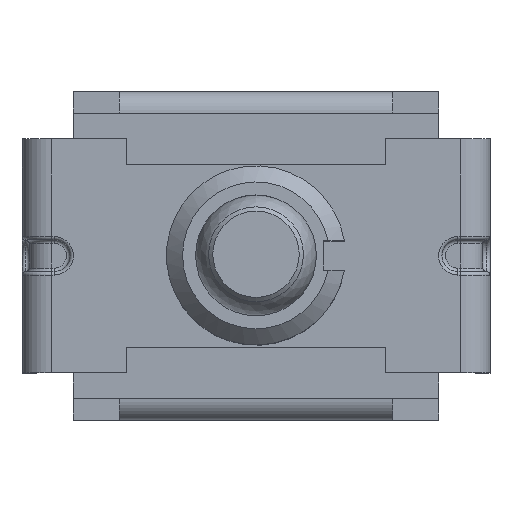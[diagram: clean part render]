
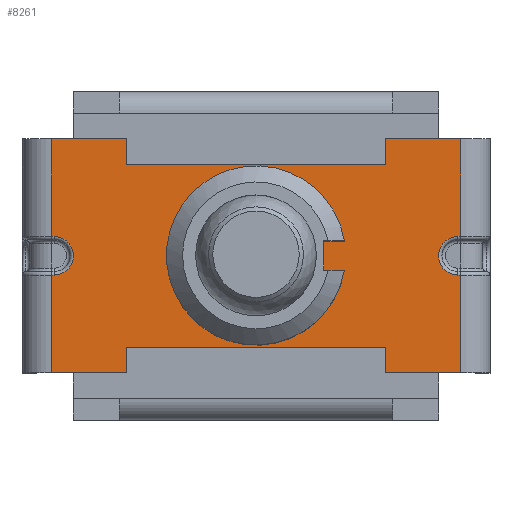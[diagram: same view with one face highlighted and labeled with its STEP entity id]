
A CAD part, top view. The second image highlights one B-rep face of the part: STEP entity #8261.
In plain terms, the highlighted planar face has unit normal (0, 0, 1).
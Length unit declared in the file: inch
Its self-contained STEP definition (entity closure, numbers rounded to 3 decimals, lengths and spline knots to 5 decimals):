
#220=FACE_BOUND('',#2928,.T.);
#252=LINE('',#12194,#1188);
#253=LINE('',#12196,#1189);
#254=LINE('',#12198,#1190);
#255=LINE('',#12200,#1191);
#256=LINE('',#12202,#1192);
#257=LINE('',#12204,#1193);
#258=LINE('',#12208,#1194);
#259=LINE('',#12210,#1195);
#260=LINE('',#12212,#1196);
#261=LINE('',#12214,#1197);
#262=LINE('',#12216,#1198);
#263=LINE('',#12218,#1199);
#264=LINE('',#12220,#1200);
#265=LINE('',#12222,#1201);
#266=LINE('',#12224,#1202);
#267=LINE('',#12228,#1203);
#268=LINE('',#12230,#1204);
#269=LINE('',#12231,#1205);
#270=LINE('',#12234,#1206);
#271=LINE('',#12236,#1207);
#272=LINE('',#12238,#1208);
#1188=VECTOR('',#9618,0.3937);
#1189=VECTOR('',#9619,0.3937);
#1190=VECTOR('',#9620,0.3937);
#1191=VECTOR('',#9621,0.3937);
#1192=VECTOR('',#9622,0.3937);
#1193=VECTOR('',#9623,0.3937);
#1194=VECTOR('',#9626,0.3937);
#1195=VECTOR('',#9627,0.3937);
#1196=VECTOR('',#9628,0.3937);
#1197=VECTOR('',#9629,0.3937);
#1198=VECTOR('',#9630,0.3937);
#1199=VECTOR('',#9631,0.3937);
#1200=VECTOR('',#9632,0.3937);
#1201=VECTOR('',#9633,0.3937);
#1202=VECTOR('',#9634,0.3937);
#1203=VECTOR('',#9637,0.3937);
#1204=VECTOR('',#9638,0.3937);
#1205=VECTOR('',#9639,0.3937);
#1206=VECTOR('',#9640,0.3937);
#1207=VECTOR('',#9641,0.3937);
#1208=VECTOR('',#9642,0.3937);
#2112=PLANE('',#8788);
#2430=FACE_OUTER_BOUND('',#2927,.T.);
#2927=EDGE_LOOP('',(#5753,#5754,#5755,#5756,#5757,#5758,#5759,#5760,#5761,
#5762,#5763,#5764,#5765,#5766,#5767,#5768,#5769,#5770,#5771,#5772));
#2928=EDGE_LOOP('',(#5773,#5774,#5775,#5776));
#3442=CIRCLE('',#8789,0.02638);
#3443=CIRCLE('',#8790,0.02638);
#3444=CIRCLE('',#8791,0.12244);
#3722=VERTEX_POINT('',#12192);
#3723=VERTEX_POINT('',#12193);
#3724=VERTEX_POINT('',#12195);
#3725=VERTEX_POINT('',#12197);
#3726=VERTEX_POINT('',#12199);
#3727=VERTEX_POINT('',#12201);
#3728=VERTEX_POINT('',#12203);
#3729=VERTEX_POINT('',#12205);
#3730=VERTEX_POINT('',#12207);
#3731=VERTEX_POINT('',#12209);
#3732=VERTEX_POINT('',#12211);
#3733=VERTEX_POINT('',#12213);
#3734=VERTEX_POINT('',#12215);
#3735=VERTEX_POINT('',#12217);
#3736=VERTEX_POINT('',#12219);
#3737=VERTEX_POINT('',#12221);
#3738=VERTEX_POINT('',#12223);
#3739=VERTEX_POINT('',#12225);
#3740=VERTEX_POINT('',#12227);
#3741=VERTEX_POINT('',#12229);
#3742=VERTEX_POINT('',#12232);
#3743=VERTEX_POINT('',#12233);
#3744=VERTEX_POINT('',#12235);
#3745=VERTEX_POINT('',#12237);
#4500=EDGE_CURVE('',#3722,#3723,#252,.T.);
#4501=EDGE_CURVE('',#3723,#3724,#253,.T.);
#4502=EDGE_CURVE('',#3724,#3725,#254,.T.);
#4503=EDGE_CURVE('',#3726,#3725,#255,.T.);
#4504=EDGE_CURVE('',#3726,#3727,#256,.T.);
#4505=EDGE_CURVE('',#3728,#3727,#257,.T.);
#4506=EDGE_CURVE('',#3729,#3728,#3442,.T.);
#4507=EDGE_CURVE('',#3730,#3729,#258,.T.);
#4508=EDGE_CURVE('',#3730,#3731,#259,.T.);
#4509=EDGE_CURVE('',#3732,#3731,#260,.T.);
#4510=EDGE_CURVE('',#3732,#3733,#261,.T.);
#4511=EDGE_CURVE('',#3733,#3734,#262,.T.);
#4512=EDGE_CURVE('',#3734,#3735,#263,.T.);
#4513=EDGE_CURVE('',#3736,#3735,#264,.T.);
#4514=EDGE_CURVE('',#3736,#3737,#265,.T.);
#4515=EDGE_CURVE('',#3738,#3737,#266,.T.);
#4516=EDGE_CURVE('',#3739,#3738,#3443,.T.);
#4517=EDGE_CURVE('',#3740,#3739,#267,.T.);
#4518=EDGE_CURVE('',#3740,#3741,#268,.T.);
#4519=EDGE_CURVE('',#3722,#3741,#269,.T.);
#4520=EDGE_CURVE('',#3742,#3743,#270,.T.);
#4521=EDGE_CURVE('',#3744,#3742,#271,.T.);
#4522=EDGE_CURVE('',#3745,#3744,#272,.T.);
#4523=EDGE_CURVE('',#3743,#3745,#3444,.T.);
#5753=ORIENTED_EDGE('',*,*,#4500,.T.);
#5754=ORIENTED_EDGE('',*,*,#4501,.T.);
#5755=ORIENTED_EDGE('',*,*,#4502,.T.);
#5756=ORIENTED_EDGE('',*,*,#4503,.F.);
#5757=ORIENTED_EDGE('',*,*,#4504,.T.);
#5758=ORIENTED_EDGE('',*,*,#4505,.F.);
#5759=ORIENTED_EDGE('',*,*,#4506,.F.);
#5760=ORIENTED_EDGE('',*,*,#4507,.F.);
#5761=ORIENTED_EDGE('',*,*,#4508,.T.);
#5762=ORIENTED_EDGE('',*,*,#4509,.F.);
#5763=ORIENTED_EDGE('',*,*,#4510,.T.);
#5764=ORIENTED_EDGE('',*,*,#4511,.T.);
#5765=ORIENTED_EDGE('',*,*,#4512,.T.);
#5766=ORIENTED_EDGE('',*,*,#4513,.F.);
#5767=ORIENTED_EDGE('',*,*,#4514,.T.);
#5768=ORIENTED_EDGE('',*,*,#4515,.F.);
#5769=ORIENTED_EDGE('',*,*,#4516,.F.);
#5770=ORIENTED_EDGE('',*,*,#4517,.F.);
#5771=ORIENTED_EDGE('',*,*,#4518,.T.);
#5772=ORIENTED_EDGE('',*,*,#4519,.F.);
#5773=ORIENTED_EDGE('',*,*,#4520,.F.);
#5774=ORIENTED_EDGE('',*,*,#4521,.F.);
#5775=ORIENTED_EDGE('',*,*,#4522,.F.);
#5776=ORIENTED_EDGE('',*,*,#4523,.F.);
#8261=ADVANCED_FACE('',(#2430,#220),#2112,.T.);
#8788=AXIS2_PLACEMENT_3D('',#12191,#9616,#9617);
#8789=AXIS2_PLACEMENT_3D('',#12206,#9624,#9625);
#8790=AXIS2_PLACEMENT_3D('',#12226,#9635,#9636);
#8791=AXIS2_PLACEMENT_3D('',#12239,#9643,#9644);
#9616=DIRECTION('center_axis',(0.,0.,
1.));
#9617=DIRECTION('ref_axis',(1.,0.,0.));
#9618=DIRECTION('',(0.,-1.,0.));
#9619=DIRECTION('',(-1.,0.,0.));
#9620=DIRECTION('',(0.,1.,0.));
#9621=DIRECTION('',(1.,0.,0.));
#9622=DIRECTION('',(0.,-1.,0.));
#9623=DIRECTION('',(-1.,0.,0.));
#9624=DIRECTION('center_axis',(0.,0.,
1.));
#9625=DIRECTION('ref_axis',(1.,0.,0.));
#9626=DIRECTION('',(1.,0.,0.));
#9627=DIRECTION('',(0.,-1.,0.));
#9628=DIRECTION('',(-1.,0.,0.));
#9629=DIRECTION('',(0.,1.,0.));
#9630=DIRECTION('',(1.,0.,0.));
#9631=DIRECTION('',(0.,-1.,0.));
#9632=DIRECTION('',(-1.,0.,0.));
#9633=DIRECTION('',(0.,1.,0.));
#9634=DIRECTION('',(1.,0.,0.));
#9635=DIRECTION('center_axis',(0.,0.,
1.));
#9636=DIRECTION('ref_axis',(-1.,0.,0.));
#9637=DIRECTION('',(-1.,0.,0.));
#9638=DIRECTION('',(0.,1.,0.));
#9639=DIRECTION('',(1.,0.,0.));
#9640=DIRECTION('',(1.,0.,0.));
#9641=DIRECTION('',(0.,1.,0.));
#9642=DIRECTION('',(-1.,0.,0.));
#9643=DIRECTION('center_axis',(0.,0.,
1.));
#9644=DIRECTION('ref_axis',(0.986,0.164,0.));
#12191=CARTESIAN_POINT('Origin',(0.,0.,
0.37008));
#12192=CARTESIAN_POINT('',(0.17717,0.16004,0.37008));
#12193=CARTESIAN_POINT('',(0.17717,0.12539,0.37008));
#12194=CARTESIAN_POINT('',(0.17717,0.0627,0.37008));
#12195=CARTESIAN_POINT('',(-0.17717,0.12539,0.37008));
#12196=CARTESIAN_POINT('',(-0.08858,0.12539,0.37008));
#12197=CARTESIAN_POINT('',(-0.17717,0.16004,0.37008));
#12198=CARTESIAN_POINT('',(-0.17717,0.08002,0.37008));
#12199=CARTESIAN_POINT('',(-0.27992,0.16004,0.37008));
#12200=CARTESIAN_POINT('',(-0.32008,0.16004,0.37008));
#12201=CARTESIAN_POINT('',(-0.27992,0.02638,0.37008));
#12202=CARTESIAN_POINT('',(-0.27992,0.08002,0.37008));
#12203=CARTESIAN_POINT('',(-0.27598,0.02638,0.37008));
#12204=CARTESIAN_POINT('',(-0.16004,0.02638,0.37008));
#12205=CARTESIAN_POINT('',(-0.27598,-0.02638,0.37008));
#12206=CARTESIAN_POINT('Origin',(-0.27598,0.,
0.37008));
#12207=CARTESIAN_POINT('',(-0.27992,-0.02638,0.37008));
#12208=CARTESIAN_POINT('',(-0.16004,-0.02638,0.37008));
#12209=CARTESIAN_POINT('',(-0.27992,-0.16004,0.37008));
#12210=CARTESIAN_POINT('',(-0.27992,0.08002,0.37008));
#12211=CARTESIAN_POINT('',(-0.17717,-0.16004,0.37008));
#12212=CARTESIAN_POINT('',(0.32008,-0.16004,0.37008));
#12213=CARTESIAN_POINT('',(-0.17717,-0.12539,0.37008));
#12214=CARTESIAN_POINT('',(-0.17717,-0.0627,0.37008));
#12215=CARTESIAN_POINT('',(0.17717,-0.12539,0.37008));
#12216=CARTESIAN_POINT('',(0.08858,-0.12539,0.37008));
#12217=CARTESIAN_POINT('',(0.17717,-0.16004,0.37008));
#12218=CARTESIAN_POINT('',(0.17717,-0.08002,0.37008));
#12219=CARTESIAN_POINT('',(0.27992,-0.16004,0.37008));
#12220=CARTESIAN_POINT('',(0.32008,-0.16004,0.37008));
#12221=CARTESIAN_POINT('',(0.27992,-0.02638,0.37008));
#12222=CARTESIAN_POINT('',(0.27992,-0.08002,0.37008));
#12223=CARTESIAN_POINT('',(0.27598,-0.02638,0.37008));
#12224=CARTESIAN_POINT('',(0.16004,-0.02638,0.37008));
#12225=CARTESIAN_POINT('',(0.27598,0.02638,0.37008));
#12226=CARTESIAN_POINT('Origin',(0.27598,0.,
0.37008));
#12227=CARTESIAN_POINT('',(0.27992,0.02638,0.37008));
#12228=CARTESIAN_POINT('',(0.16004,0.02638,0.37008));
#12229=CARTESIAN_POINT('',(0.27992,0.16004,0.37008));
#12230=CARTESIAN_POINT('',(0.27992,-0.08002,0.37008));
#12231=CARTESIAN_POINT('',(-0.32008,0.16004,0.37008));
#12232=CARTESIAN_POINT('',(0.09283,0.02008,0.37008));
#12233=CARTESIAN_POINT('',(0.12078,0.02008,0.37008));
#12234=CARTESIAN_POINT('',(0.09283,0.02008,0.37008));
#12235=CARTESIAN_POINT('',(0.09283,-0.02008,0.37008));
#12236=CARTESIAN_POINT('',(0.09283,-0.02008,0.37008));
#12237=CARTESIAN_POINT('',(0.12078,-0.02008,0.37008));
#12238=CARTESIAN_POINT('',(0.12078,-0.02008,0.37008));
#12239=CARTESIAN_POINT('Origin',(0.,0.,
0.37008));
